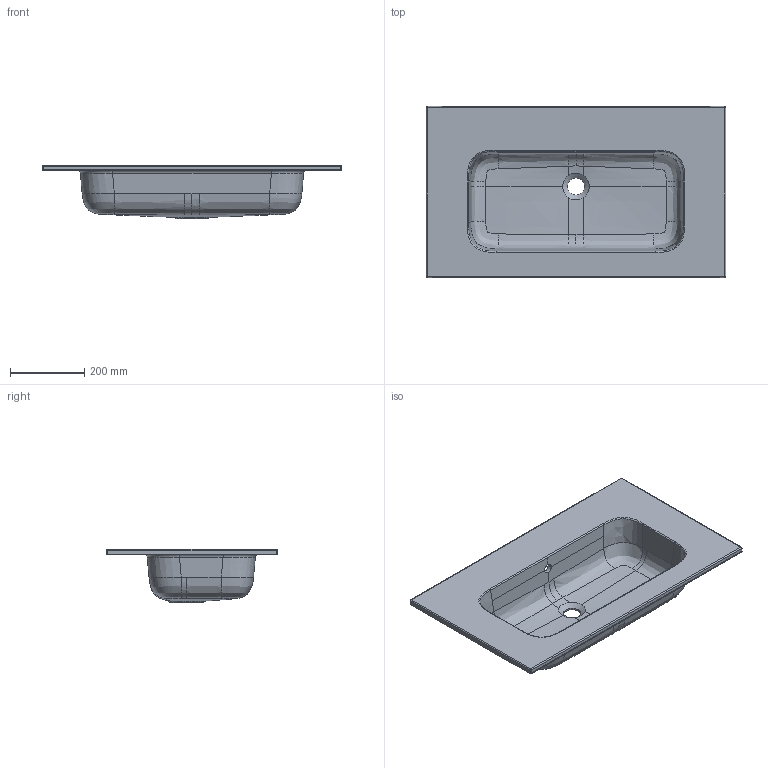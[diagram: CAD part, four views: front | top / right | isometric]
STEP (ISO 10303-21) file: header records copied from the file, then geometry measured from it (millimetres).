
FILE_DESCRIPTION(/* description */ (''),/* implementation_level */ '2;1');
FILE_NAME(/* name */ '7245_3d.stp',/* time_stamp */ '2013-02-13T10:20:17+01:00',/* author */ (''),/* organization */ (''),/* preprocessor_version */ 'ST-DEVELOPER v11',/* originating_system */ 'SIEMENS PLM Software NX 7.5',/* authorisation */ '');
FILE_SCHEMA (('AUTOMOTIVE_DESIGN { 1 0 10303 214 1 1 1 1 }'));
Products named in the file (1): Fabr9F4E5e9r
Bounding box: 805 x 460 x 143 mm (x, y, z)
Volume: 6233989.5 mm3; surface area: 1071898.5 mm2
Topology: 1 solids, 1 shells, 125 faces, 299 edges, 174 vertices
Faces by surface type: bspline 71, cylinder 24, plane 22, sphere 4, extrusion 2, cone 1, torus 1
Full cylindrical faces by diameter (mm): 25 x1, 35 x3, 46.029 x1
Entity records: 34855 total; most frequent: CARTESIAN_POINT 32649, ORIENTED_EDGE 574, EDGE_CURVE 287, DIRECTION 266, VERTEX_POINT 174, EDGE_LOOP 139, ADVANCED_FACE 125, B_SPLINE_CURVE_WITH_KNOTS 124
